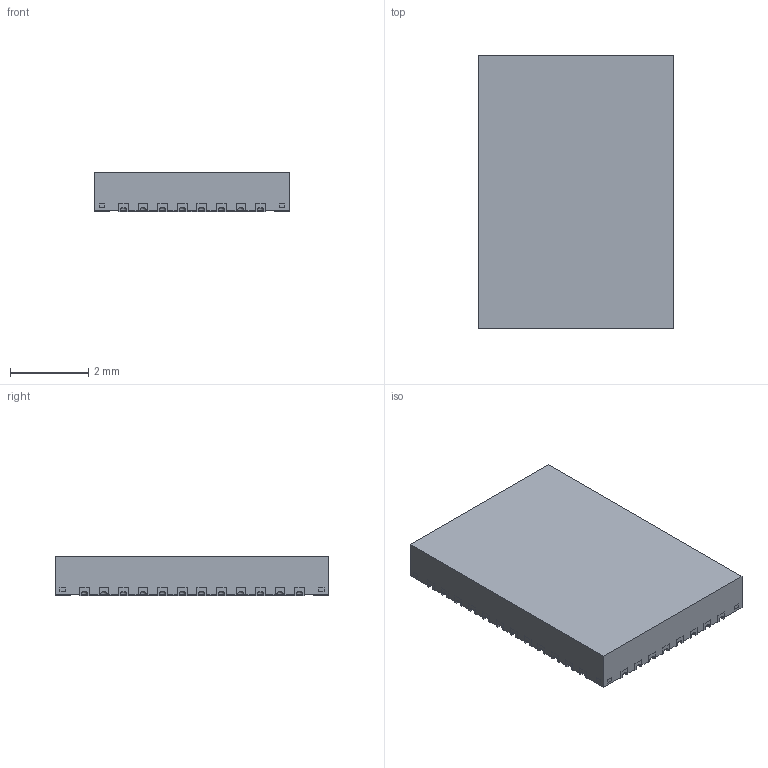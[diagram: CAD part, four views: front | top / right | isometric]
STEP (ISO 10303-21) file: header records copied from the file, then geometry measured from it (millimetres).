
FILE_DESCRIPTION(/* description */ (''),/* implementation_level */ '2;1');
FILE_NAME(/* name */ 'MCT8316Z-Q1.step',/* time_stamp */ '2025-04-07T21:52:49-07:00',/* author */ (''),/* organization */ (''),/* preprocessor_version */ 'ST-DEVELOPER v20.1',/* originating_system */ 'Autodesk Translation Framework v14.4.0.0',/* authorisation */ '');
FILE_SCHEMA (('AUTOMOTIVE_DESIGN { 1 0 10303 214 3 1 1 }'));
Length unit declared in the file: millimetre
Products named in the file (3): QFN_ASM; FRAME; BODY
Assembly tree (2 placements, depth 2):
  QFN_ASM
    FRAME
    BODY
Bounding box: 5 x 7 x 1 mm (x, y, z)
Volume: 34.7 mm3; surface area: 166.4 mm2
Topology: 46 solids, 46 shells, 915 faces, 2386 edges, 1564 vertices
Faces by surface type: plane 595, cylinder 280, bspline 40
Entity records: 28466 total; most frequent: CARTESIAN_POINT 5430, ORIENTED_EDGE 4772, DIRECTION 4746, EDGE_CURVE 2386, LINE 1786, VECTOR 1786, VERTEX_POINT 1564, AXIS2_PLACEMENT_3D 1480
